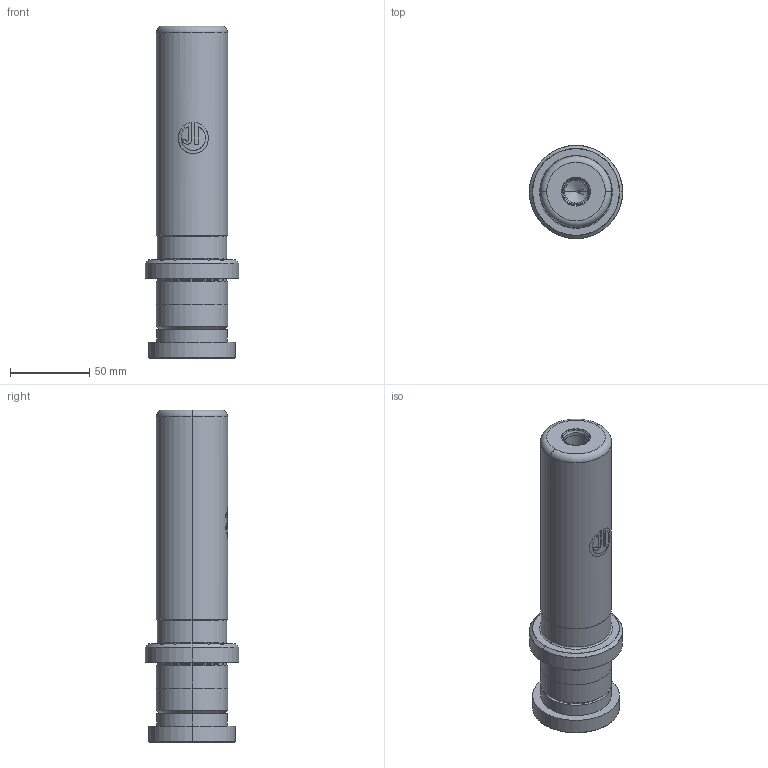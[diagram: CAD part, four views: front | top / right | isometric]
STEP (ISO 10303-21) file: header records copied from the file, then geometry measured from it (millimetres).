
FILE_DESCRIPTION (( 'STEP AP214' ), '1' );
FILE_NAME ('DRPM-D45-L160.STEP', '2025-02-25T01:49:51', ( '111' ), ( '21222' ), 'SwSTEP 2.0', 'SolidWorks 2020', '' );
FILE_SCHEMA (( 'AUTOMOTIVE_DESIGN' ));
Length unit declared in the file: millimetre
Products named in the file (3): DRPM-D45-L160; DRPM蹟簽D45
Assembly tree (2 placements, depth 2):
  DRPM-D45-L160
    DRPM-D45-L160
    DRPM蹟簽D45
Bounding box: 59 x 59 x 210 mm (x, y, z)
Volume: 331072.8 mm3; surface area: 45297 mm2
Topology: 2 solids, 2 shells, 103 faces, 218 edges, 128 vertices
Faces by surface type: cylinder 32, cone 26, plane 19, torus 18, bspline 8
Entity records: 4396 total; most frequent: CARTESIAN_POINT 2038, DIRECTION 502, ORIENTED_EDGE 428, AXIS2_PLACEMENT_3D 218, EDGE_CURVE 214, VERTEX_POINT 128, EDGE_LOOP 118, CIRCLE 118
